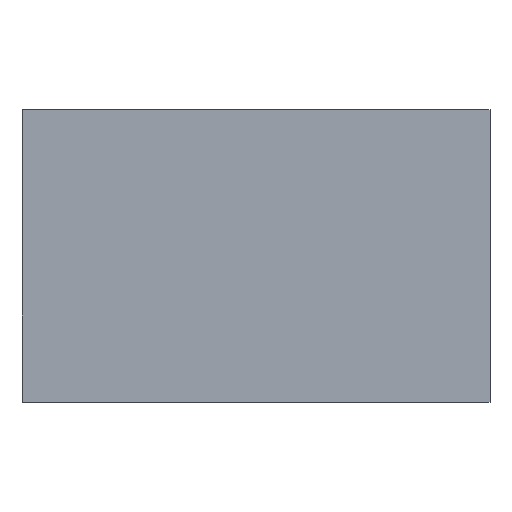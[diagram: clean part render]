
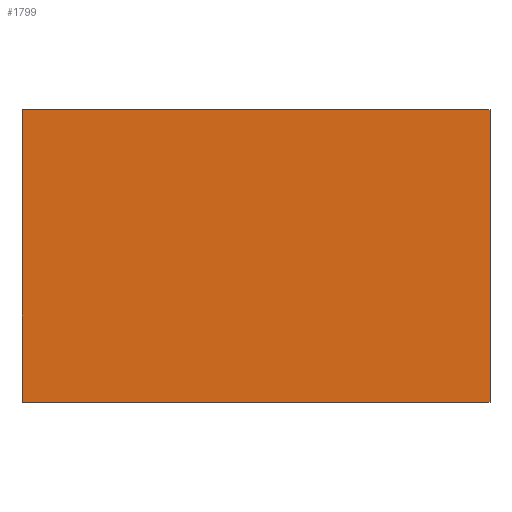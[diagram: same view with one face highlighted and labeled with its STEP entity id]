
A CAD part, top view. The second image highlights one B-rep face of the part: STEP entity #1799.
In plain terms, the highlighted planar face has unit normal (0, 0, 1).
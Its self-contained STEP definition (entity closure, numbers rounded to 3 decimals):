
#172=FACE_OUTER_BOUND('',#266,.T.);
#266=EDGE_LOOP('',(#1581,#1582,#1583,#1584));
#415=LINE('',#3531,#568);
#417=LINE('',#3535,#570);
#420=LINE('',#3540,#573);
#423=LINE('',#3544,#576);
#568=VECTOR('',#2068,10.);
#570=VECTOR('',#2072,10.);
#573=VECTOR('',#2077,10.);
#576=VECTOR('',#2082,10.);
#865=VERTEX_POINT('',#3528);
#866=VERTEX_POINT('',#3530);
#867=VERTEX_POINT('',#3534);
#868=VERTEX_POINT('',#3539);
#1127=EDGE_CURVE('',#865,#866,#415,.T.);
#1129=EDGE_CURVE('',#866,#867,#417,.T.);
#1132=EDGE_CURVE('',#867,#868,#420,.T.);
#1135=EDGE_CURVE('',#868,#865,#423,.T.);
#1581=ORIENTED_EDGE('',*,*,#1127,.F.);
#1582=ORIENTED_EDGE('',*,*,#1135,.F.);
#1583=ORIENTED_EDGE('',*,*,#1132,.F.);
#1584=ORIENTED_EDGE('',*,*,#1129,.F.);
#1705=PLANE('',#1856);
#1799=ADVANCED_FACE('',(#172),#1705,.T.);
#1856=AXIS2_PLACEMENT_3D('',#3545,#2083,#2084);
#2068=DIRECTION('',(0.,-1.,0.));
#2072=DIRECTION('',(-1.,0.,0.));
#2077=DIRECTION('',(0.,1.,0.));
#2082=DIRECTION('',(1.,0.,0.));
#2083=DIRECTION('center_axis',(0.,0.,1.));
#2084=DIRECTION('ref_axis',(1.,0.,0.));
#3528=CARTESIAN_POINT('',(1.,0.625,0.5));
#3530=CARTESIAN_POINT('',(1.,-0.625,0.5));
#3531=CARTESIAN_POINT('',(1.,0.625,0.5));
#3534=CARTESIAN_POINT('',(-1.,-0.625,0.5));
#3535=CARTESIAN_POINT('',(1.,-0.625,0.5));
#3539=CARTESIAN_POINT('',(-1.,0.625,0.5));
#3540=CARTESIAN_POINT('',(-1.,-0.625,0.5));
#3544=CARTESIAN_POINT('',(-1.,0.625,0.5));
#3545=CARTESIAN_POINT('Origin',(0.,0.,0.5));
